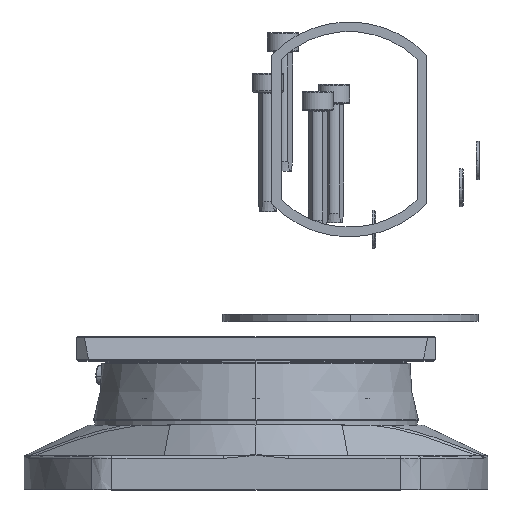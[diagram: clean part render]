
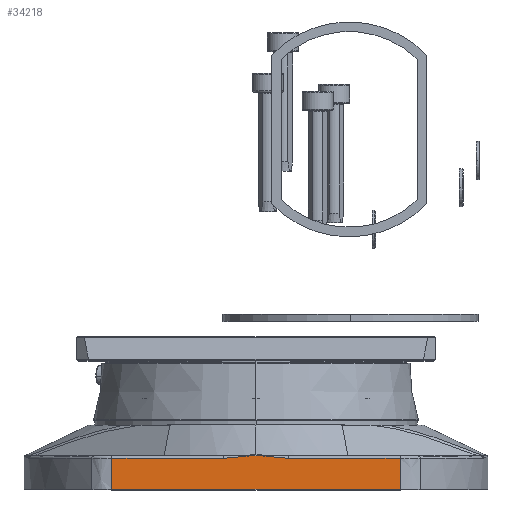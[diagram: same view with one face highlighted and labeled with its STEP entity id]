
A CAD part, top view. The second image highlights one B-rep face of the part: STEP entity #34218.
In plain terms, the highlighted planar face has unit normal (0, 0.009, 1).
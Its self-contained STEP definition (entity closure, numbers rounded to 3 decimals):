
#4949 = CARTESIAN_POINT ( 'NONE',  ( -13.463, 13.009, 72.386 ) ) ;
#4983 = CARTESIAN_POINT ( 'NONE',  ( -60.415, 0., 72.5 ) ) ;
#4985 = CARTESIAN_POINT ( 'NONE',  ( -60.407, 2.328, 72.48 ) ) ;
#4986 = CARTESIAN_POINT ( 'NONE',  ( -60.399, 4.656, 72.459 ) ) ;
#4988 = CARTESIAN_POINT ( 'NONE',  ( -60.39, 6.983, 72.439 ) ) ;
#4990 = CARTESIAN_POINT ( 'NONE',  ( -60.383, 8.992, 72.422 ) ) ;
#4992 = CARTESIAN_POINT ( 'NONE',  ( -60.376, 11., 72.404 ) ) ;
#4994 = CARTESIAN_POINT ( 'NONE',  ( -60.368, 13.009, 72.386 ) ) ;
#5004 = B_SPLINE_CURVE_WITH_KNOTS ( 'NONE', 3,
 ( #4994, #4992, #4990, #4988, #4986, #4985, #4983 ),
 .UNSPECIFIED., .F., .F.,
 ( 4, 3, 4 ),
 ( 0.001, 0.007, 0.014 ),
 .UNSPECIFIED. ) ;
#5010 = PLANE ( 'NONE',  #5036 ) ;
#5011 = FACE_OUTER_BOUND ( 'NONE', #34217, .T. ) ;
#5036 = AXIS2_PLACEMENT_3D ( 'NONE', #5121, #5120, #5118 ) ;
#5051 = CARTESIAN_POINT ( 'NONE',  ( -4.23, 13.835, 72.379 ) ) ;
#5053 = CARTESIAN_POINT ( 'NONE',  ( -60.368, 13.009, 72.386 ) ) ;
#5065 = DIRECTION ( 'NONE',  ( -1., 0., 0. ) ) ;
#5067 = VECTOR ( 'NONE', #5065, 1000. ) ;
#5069 = CARTESIAN_POINT ( 'NONE',  ( -100., 13.009, 72.386 ) ) ;
#5071 = LINE ( 'NONE', #5069, #5067 ) ;
#5086 = CARTESIAN_POINT ( 'NONE',  ( -4.611, 13.765, 72.38 ) ) ;
#5088 = CARTESIAN_POINT ( 'NONE',  ( -4.23, 13.835, 72.379 ) ) ;
#5099 = B_SPLINE_CURVE_WITH_KNOTS ( 'NONE', 3,
 ( #5088, #5086, #5206, #5205, #5204, #5203, #5201, #5198, #5196, #5194, #5192, #5190 ),
 .UNSPECIFIED., .F., .F.,
 ( 4, 2, 2, 2, 2, 4 ),
 ( 0., 0.001, 0.002, 0.005, 0.007, 0.009 ),
 .UNSPECIFIED. ) ;
#5110 = CARTESIAN_POINT ( 'NONE',  ( 13.463, 13.009, 72.386 ) ) ;
#5118 = DIRECTION ( 'NONE',  ( 0., -1., 0.009 ) ) ;
#5120 = DIRECTION ( 'NONE',  ( 0., 0.009, 1. ) ) ;
#5121 = CARTESIAN_POINT ( 'NONE',  ( -100., 0., 72.5 ) ) ;
#5155 = CARTESIAN_POINT ( 'NONE',  ( 4.23, 13.835, 72.379 ) ) ;
#5157 = CARTESIAN_POINT ( 'NONE',  ( 4.611, 13.765, 72.38 ) ) ;
#5158 = CARTESIAN_POINT ( 'NONE',  ( 4.993, 13.705, 72.38 ) ) ;
#5160 = CARTESIAN_POINT ( 'NONE',  ( 5.759, 13.594, 72.381 ) ) ;
#5162 = CARTESIAN_POINT ( 'NONE',  ( 6.142, 13.543, 72.382 ) ) ;
#5164 = CARTESIAN_POINT ( 'NONE',  ( 7.294, 13.4, 72.383 ) ) ;
#5166 = CARTESIAN_POINT ( 'NONE',  ( 8.063, 13.317, 72.384 ) ) ;
#5168 = CARTESIAN_POINT ( 'NONE',  ( 9.602, 13.175, 72.385 ) ) ;
#5170 = CARTESIAN_POINT ( 'NONE',  ( 10.372, 13.117, 72.386 ) ) ;
#5172 = CARTESIAN_POINT ( 'NONE',  ( 11.916, 13.034, 72.386 ) ) ;
#5174 = CARTESIAN_POINT ( 'NONE',  ( 12.689, 13.009, 72.386 ) ) ;
#5176 = CARTESIAN_POINT ( 'NONE',  ( 13.463, 13.009, 72.386 ) ) ;
#5183 = B_SPLINE_CURVE_WITH_KNOTS ( 'NONE', 3,
 ( #5176, #5174, #5172, #5170, #5168, #5166, #5164, #5162, #5160, #5158, #5157, #5155 ),
 .UNSPECIFIED., .F., .F.,
 ( 4, 2, 2, 2, 2, 4 ),
 ( 0., 0.002, 0.005, 0.007, 0.008, 0.009 ),
 .UNSPECIFIED. ) ;
#5186 = CARTESIAN_POINT ( 'NONE',  ( 4.23, 13.835, 72.379 ) ) ;
#5190 = CARTESIAN_POINT ( 'NONE',  ( -13.463, 13.009, 72.386 ) ) ;
#5192 = CARTESIAN_POINT ( 'NONE',  ( -12.689, 13.009, 72.386 ) ) ;
#5194 = CARTESIAN_POINT ( 'NONE',  ( -11.916, 13.034, 72.386 ) ) ;
#5196 = CARTESIAN_POINT ( 'NONE',  ( -10.37, 13.117, 72.386 ) ) ;
#5198 = CARTESIAN_POINT ( 'NONE',  ( -9.599, 13.175, 72.385 ) ) ;
#5201 = CARTESIAN_POINT ( 'NONE',  ( -8.06, 13.317, 72.384 ) ) ;
#5203 = CARTESIAN_POINT ( 'NONE',  ( -7.292, 13.4, 72.383 ) ) ;
#5204 = CARTESIAN_POINT ( 'NONE',  ( -6.142, 13.543, 72.382 ) ) ;
#5205 = CARTESIAN_POINT ( 'NONE',  ( -5.758, 13.594, 72.381 ) ) ;
#5206 = CARTESIAN_POINT ( 'NONE',  ( -4.993, 13.705, 72.38 ) ) ;
#5207 = CARTESIAN_POINT ( 'NONE',  ( 60.368, 13.009, 72.386 ) ) ;
#5209 = DIRECTION ( 'NONE',  ( -1., 0., 0. ) ) ;
#5210 = VECTOR ( 'NONE', #5209, 1000. ) ;
#5211 = CARTESIAN_POINT ( 'NONE',  ( -100., 13.009, 72.386 ) ) ;
#5213 = LINE ( 'NONE', #5211, #5210 ) ;
#5253 = CARTESIAN_POINT ( 'NONE',  ( -4.23, 13.835, 72.379 ) ) ;
#5255 = CARTESIAN_POINT ( 'NONE',  ( -1.41, 14.359, 72.375 ) ) ;
#5257 = CARTESIAN_POINT ( 'NONE',  ( 1.41, 14.359, 72.375 ) ) ;
#5259 = CARTESIAN_POINT ( 'NONE',  ( 4.23, 13.835, 72.379 ) ) ;
#5269 = B_SPLINE_CURVE_WITH_KNOTS ( 'NONE', 3,
 ( #5259, #5257, #5255, #5253 ),
 .UNSPECIFIED., .F., .F.,
 ( 4, 4 ),
 ( 0., 0.008 ),
 .UNSPECIFIED. ) ;
#5279 = CARTESIAN_POINT ( 'NONE',  ( 60.399, 4.656, 72.459 ) ) ;
#5281 = CARTESIAN_POINT ( 'NONE',  ( 60.407, 2.328, 72.48 ) ) ;
#5283 = CARTESIAN_POINT ( 'NONE',  ( 60.415, 0., 72.5 ) ) ;
#5294 = B_SPLINE_CURVE_WITH_KNOTS ( 'NONE', 3,
 ( #5283, #5281, #5279, #5429, #5427, #5425, #5423 ),
 .UNSPECIFIED., .F., .F.,
 ( 4, 3, 4 ),
 ( 0., 0.007, 0.013 ),
 .UNSPECIFIED. ) ;
#5423 = CARTESIAN_POINT ( 'NONE',  ( 60.368, 13.009, 72.386 ) ) ;
#5425 = CARTESIAN_POINT ( 'NONE',  ( 60.376, 11., 72.404 ) ) ;
#5427 = CARTESIAN_POINT ( 'NONE',  ( 60.383, 8.992, 72.422 ) ) ;
#5429 = CARTESIAN_POINT ( 'NONE',  ( 60.39, 6.983, 72.439 ) ) ;
#16221 = VERTEX_POINT ( 'NONE', #22145 ) ;
#16223 = EDGE_CURVE ( 'NONE', #16221, #16224, #22143, .T. ) ;
#16224 = VERTEX_POINT ( 'NONE', #22128 ) ;
#22128 = CARTESIAN_POINT ( 'NONE',  ( -60.415, 0., 72.5 ) ) ;
#22129 = DIRECTION ( 'NONE',  ( -1., 0., 0. ) ) ;
#22130 = VECTOR ( 'NONE', #22129, 1000. ) ;
#22143 = LINE ( 'NONE', #22144, #22130 ) ;
#22144 = CARTESIAN_POINT ( 'NONE',  ( -100., 0., 72.5 ) ) ;
#22145 = CARTESIAN_POINT ( 'NONE',  ( 60.415, 0., 72.5 ) ) ;
#34191 = ORIENTED_EDGE ( 'NONE', *, *, #34206, .T. ) ;
#34192 = EDGE_CURVE ( 'NONE', #34208, #16224, #5004, .T. ) ;
#34203 = VERTEX_POINT ( 'NONE', #4949 ) ;
#34206 = EDGE_CURVE ( 'NONE', #34203, #34208, #5071, .T. ) ;
#34208 = VERTEX_POINT ( 'NONE', #5053 ) ;
#34209 = VERTEX_POINT ( 'NONE', #5051 ) ;
#34210 = ORIENTED_EDGE ( 'NONE', *, *, #34192, .T. ) ;
#34217 = EDGE_LOOP ( 'NONE', ( #34224, #34191, #34210, #34271, #34254, #34257, #34227, #34230 ) ) ;
#34218 = ADVANCED_FACE ( 'NONE', ( #5011 ), #5010, .T. ) ;
#34223 = VERTEX_POINT ( 'NONE', #5110 ) ;
#34224 = ORIENTED_EDGE ( 'NONE', *, *, #34225, .T. ) ;
#34225 = EDGE_CURVE ( 'NONE', #34209, #34203, #5099, .T. ) ;
#34227 = ORIENTED_EDGE ( 'NONE', *, *, #34228, .T. ) ;
#34228 = EDGE_CURVE ( 'NONE', #34223, #34229, #5183, .T. ) ;
#34229 = VERTEX_POINT ( 'NONE', #5186 ) ;
#34230 = ORIENTED_EDGE ( 'NONE', *, *, #34237, .T. ) ;
#34237 = EDGE_CURVE ( 'NONE', #34229, #34209, #5269, .T. ) ;
#34253 = EDGE_CURVE ( 'NONE', #34255, #34223, #5213, .T. ) ;
#34254 = ORIENTED_EDGE ( 'NONE', *, *, #34269, .T. ) ;
#34255 = VERTEX_POINT ( 'NONE', #5207 ) ;
#34257 = ORIENTED_EDGE ( 'NONE', *, *, #34253, .T. ) ;
#34269 = EDGE_CURVE ( 'NONE', #16221, #34255, #5294, .T. ) ;
#34271 = ORIENTED_EDGE ( 'NONE', *, *, #16223, .F. ) ;
